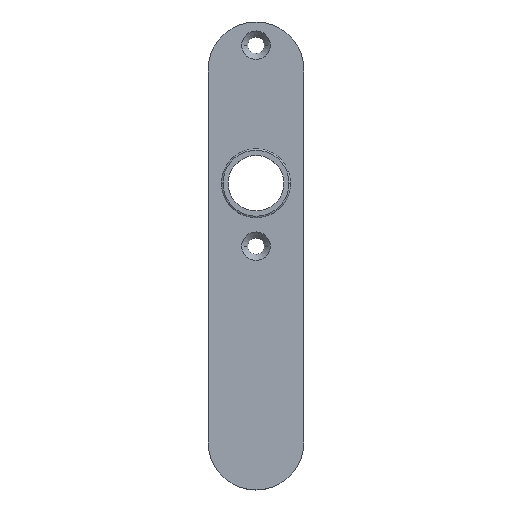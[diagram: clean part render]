
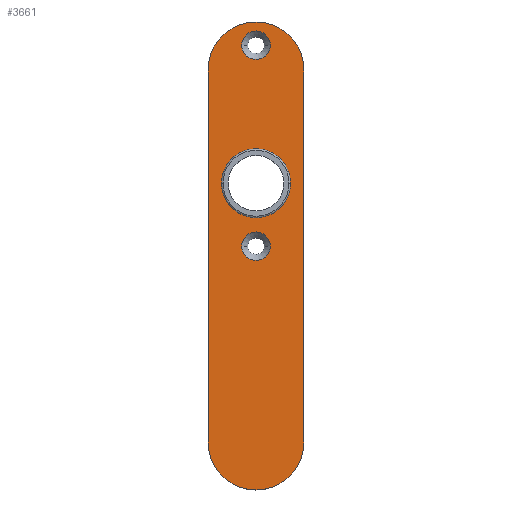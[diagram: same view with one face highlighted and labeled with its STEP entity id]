
A CAD part, top view. The second image highlights one B-rep face of the part: STEP entity #3661.
In plain terms, the highlighted planar face has unit normal (0, 0, 1).
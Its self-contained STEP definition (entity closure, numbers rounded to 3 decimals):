
#181 = CARTESIAN_POINT ( 'NONE',  ( -4.75, 70.25, 7. ) ) ;
#264 = CIRCLE ( 'NONE', #10291, 4.75 ) ;
#326 = DIRECTION ( 'NONE',  ( -1., 0., 0. ) ) ;
#508 = ORIENTED_EDGE ( 'NONE', *, *, #5336, .F. ) ;
#514 = CIRCLE ( 'NONE', #682, 10. ) ;
#525 = VERTEX_POINT ( 'NONE', #2566 ) ;
#562 = DIRECTION ( 'NONE',  ( 0., 0., -1. ) ) ;
#585 = EDGE_CURVE ( 'NONE', #764, #7443, #4656, .T. ) ;
#682 = AXIS2_PLACEMENT_3D ( 'NONE', #9695, #4812, #6459 ) ;
#764 = VERTEX_POINT ( 'NONE', #7063 ) ;
#869 = CARTESIAN_POINT ( 'NONE',  ( 4.75, 70.25, 7. ) ) ;
#917 = AXIS2_PLACEMENT_3D ( 'NONE', #7052, #562, #7887 ) ;
#975 = DIRECTION ( 'NONE',  ( 0., 0., 1. ) ) ;
#1007 = CARTESIAN_POINT ( 'NONE',  ( -16., 78., 7. ) ) ;
#1009 = CIRCLE ( 'NONE', #917, 4.75 ) ;
#1257 = ORIENTED_EDGE ( 'NONE', *, *, #7174, .F. ) ;
#1442 = DIRECTION ( 'NONE',  ( -1., 0., 0. ) ) ;
#1556 = CARTESIAN_POINT ( 'NONE',  ( 4.75, 3.25, 7. ) ) ;
#1819 = CIRCLE ( 'NONE', #3480, 4.75 ) ;
#2065 = FACE_OUTER_BOUND ( 'NONE', #7508, .T. ) ;
#2080 = VERTEX_POINT ( 'NONE', #7931 ) ;
#2190 = DIRECTION ( 'NONE',  ( 0., 0., -1. ) ) ;
#2247 = DIRECTION ( 'NONE',  ( -1., 0., 0. ) ) ;
#2298 = CARTESIAN_POINT ( 'NONE',  ( 0., 3.25, 7. ) ) ;
#2329 = CARTESIAN_POINT ( 'NONE',  ( 0., 62., 7. ) ) ;
#2405 = VERTEX_POINT ( 'NONE', #10077 ) ;
#2547 = EDGE_CURVE ( 'NONE', #525, #6503, #4381, .T. ) ;
#2566 = CARTESIAN_POINT ( 'NONE',  ( -16., 62., 7. ) ) ;
#2635 = CARTESIAN_POINT ( 'NONE',  ( 0., -62., 7. ) ) ;
#2694 = CARTESIAN_POINT ( 'NONE',  ( 0., 24.25, 7. ) ) ;
#2729 = DIRECTION ( 'NONE',  ( -1., 0., 0. ) ) ;
#2745 = VERTEX_POINT ( 'NONE', #1556 ) ;
#2919 = CIRCLE ( 'NONE', #3008, 4.75 ) ;
#2989 = ORIENTED_EDGE ( 'NONE', *, *, #4893, .T. ) ;
#3008 = AXIS2_PLACEMENT_3D ( 'NONE', #8350, #9162, #4262 ) ;
#3139 = DIRECTION ( 'NONE',  ( 0., 0., -1. ) ) ;
#3162 = CIRCLE ( 'NONE', #6845, 16. ) ;
#3454 = LINE ( 'NONE', #4800, #6142 ) ;
#3480 = AXIS2_PLACEMENT_3D ( 'NONE', #2298, #2190, #1442 ) ;
#3537 = VERTEX_POINT ( 'NONE', #9804 ) ;
#3546 = AXIS2_PLACEMENT_3D ( 'NONE', #2694, #6620, #4984 ) ;
#3621 = ORIENTED_EDGE ( 'NONE', *, *, #3711, .T. ) ;
#3661 = ADVANCED_FACE ( 'NONE', ( #9597, #4485, #2065, #7435 ), #10222, .F. ) ;
#3682 = ORIENTED_EDGE ( 'NONE', *, *, #9959, .T. ) ;
#3711 = EDGE_CURVE ( 'NONE', #2745, #6855, #1819, .T. ) ;
#3965 = AXIS2_PLACEMENT_3D ( 'NONE', #2329, #7202, #4026 ) ;
#4026 = DIRECTION ( 'NONE',  ( -1., 0., 0. ) ) ;
#4199 = VERTEX_POINT ( 'NONE', #869 ) ;
#4262 = DIRECTION ( 'NONE',  ( -1., 0., 0. ) ) ;
#4290 = EDGE_LOOP ( 'NONE', ( #1257, #508 ) ) ;
#4381 = LINE ( 'NONE', #1007, #9492 ) ;
#4445 = ORIENTED_EDGE ( 'NONE', *, *, #585, .T. ) ;
#4485 = FACE_BOUND ( 'NONE', #5296, .T. ) ;
#4534 = CARTESIAN_POINT ( 'NONE',  ( 0., 0., 7. ) ) ;
#4564 = ORIENTED_EDGE ( 'NONE', *, *, #8810, .T. ) ;
#4656 = CIRCLE ( 'NONE', #8596, 16. ) ;
#4800 = CARTESIAN_POINT ( 'NONE',  ( 16., 78., 7. ) ) ;
#4812 = DIRECTION ( 'NONE',  ( 0., 0., 1. ) ) ;
#4893 = EDGE_CURVE ( 'NONE', #7443, #3537, #3454, .T. ) ;
#4984 = DIRECTION ( 'NONE',  ( 1., 0., 0. ) ) ;
#5251 = DIRECTION ( 'NONE',  ( 0., 0., -1. ) ) ;
#5296 = EDGE_LOOP ( 'NONE', ( #3621, #5363 ) ) ;
#5336 = EDGE_CURVE ( 'NONE', #2080, #6545, #514, .T. ) ;
#5351 = CIRCLE ( 'NONE', #8479, 16. ) ;
#5363 = ORIENTED_EDGE ( 'NONE', *, *, #6630, .T. ) ;
#5796 = DIRECTION ( 'NONE',  ( -1., 0., 0. ) ) ;
#5830 = ORIENTED_EDGE ( 'NONE', *, *, #7519, .T. ) ;
#5917 = CARTESIAN_POINT ( 'NONE',  ( -10., 24.25, 7. ) ) ;
#5974 = CIRCLE ( 'NONE', #3965, 16. ) ;
#6142 = VECTOR ( 'NONE', #8208, 1000. ) ;
#6183 = DIRECTION ( 'NONE',  ( -1., 0., 0. ) ) ;
#6459 = DIRECTION ( 'NONE',  ( 1., 0., 0. ) ) ;
#6503 = VERTEX_POINT ( 'NONE', #9884 ) ;
#6545 = VERTEX_POINT ( 'NONE', #5917 ) ;
#6620 = DIRECTION ( 'NONE',  ( 0., 0., 1. ) ) ;
#6630 = EDGE_CURVE ( 'NONE', #6855, #2745, #2919, .T. ) ;
#6640 = VERTEX_POINT ( 'NONE', #181 ) ;
#6744 = DIRECTION ( 'NONE',  ( 0., 0., 1. ) ) ;
#6752 = CIRCLE ( 'NONE', #3546, 10. ) ;
#6845 = AXIS2_PLACEMENT_3D ( 'NONE', #9070, #975, #5796 ) ;
#6855 = VERTEX_POINT ( 'NONE', #10275 ) ;
#6916 = EDGE_CURVE ( 'NONE', #6640, #4199, #264, .T. ) ;
#6952 = AXIS2_PLACEMENT_3D ( 'NONE', #4534, #5251, #6183 ) ;
#7052 = CARTESIAN_POINT ( 'NONE',  ( 0., 70.25, 7. ) ) ;
#7063 = CARTESIAN_POINT ( 'NONE',  ( 0., -78., 7. ) ) ;
#7174 = EDGE_CURVE ( 'NONE', #6545, #2080, #6752, .T. ) ;
#7202 = DIRECTION ( 'NONE',  ( 0., 0., 1. ) ) ;
#7256 = ORIENTED_EDGE ( 'NONE', *, *, #9819, .T. ) ;
#7324 = CARTESIAN_POINT ( 'NONE',  ( 16., -62., 7. ) ) ;
#7435 = FACE_BOUND ( 'NONE', #4290, .T. ) ;
#7443 = VERTEX_POINT ( 'NONE', #7324 ) ;
#7508 = EDGE_LOOP ( 'NONE', ( #5830, #4445, #2989, #7256, #3682, #9293 ) ) ;
#7519 = EDGE_CURVE ( 'NONE', #6503, #764, #5351, .T. ) ;
#7558 = ORIENTED_EDGE ( 'NONE', *, *, #6916, .T. ) ;
#7611 = CARTESIAN_POINT ( 'NONE',  ( 0., -62., 7. ) ) ;
#7621 = DIRECTION ( 'NONE',  ( 0., 0., 1. ) ) ;
#7887 = DIRECTION ( 'NONE',  ( -1., 0., 0. ) ) ;
#7931 = CARTESIAN_POINT ( 'NONE',  ( 10., 24.25, 7. ) ) ;
#8208 = DIRECTION ( 'NONE',  ( 0., 1., 0. ) ) ;
#8350 = CARTESIAN_POINT ( 'NONE',  ( 0., 3.25, 7. ) ) ;
#8386 = DIRECTION ( 'NONE',  ( 0., -1., 0. ) ) ;
#8479 = AXIS2_PLACEMENT_3D ( 'NONE', #7611, #6744, #326 ) ;
#8596 = AXIS2_PLACEMENT_3D ( 'NONE', #2635, #7621, #2729 ) ;
#8810 = EDGE_CURVE ( 'NONE', #4199, #6640, #1009, .T. ) ;
#9070 = CARTESIAN_POINT ( 'NONE',  ( 0., 62., 7. ) ) ;
#9126 = EDGE_LOOP ( 'NONE', ( #4564, #7558 ) ) ;
#9162 = DIRECTION ( 'NONE',  ( 0., 0., -1. ) ) ;
#9293 = ORIENTED_EDGE ( 'NONE', *, *, #2547, .T. ) ;
#9492 = VECTOR ( 'NONE', #8386, 1000. ) ;
#9556 = CARTESIAN_POINT ( 'NONE',  ( 0., 70.25, 7. ) ) ;
#9597 = FACE_BOUND ( 'NONE', #9126, .T. ) ;
#9695 = CARTESIAN_POINT ( 'NONE',  ( 0., 24.25, 7. ) ) ;
#9804 = CARTESIAN_POINT ( 'NONE',  ( 16., 62., 7. ) ) ;
#9819 = EDGE_CURVE ( 'NONE', #3537, #2405, #5974, .T. ) ;
#9884 = CARTESIAN_POINT ( 'NONE',  ( -16., -62., 7. ) ) ;
#9959 = EDGE_CURVE ( 'NONE', #2405, #525, #3162, .T. ) ;
#10077 = CARTESIAN_POINT ( 'NONE',  ( 0., 78., 7. ) ) ;
#10222 = PLANE ( 'NONE',  #6952 ) ;
#10275 = CARTESIAN_POINT ( 'NONE',  ( -4.75, 3.25, 7. ) ) ;
#10291 = AXIS2_PLACEMENT_3D ( 'NONE', #9556, #3139, #2247 ) ;
